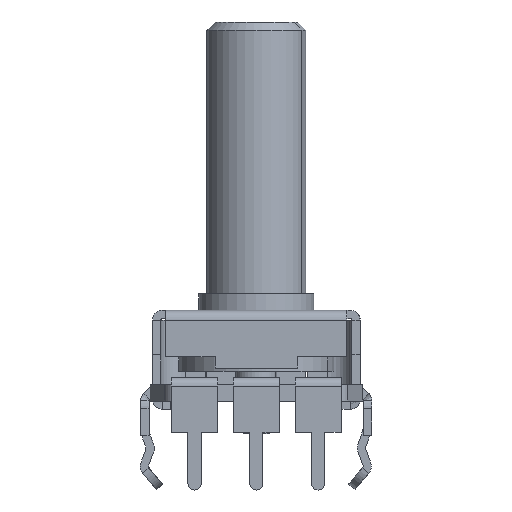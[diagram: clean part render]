
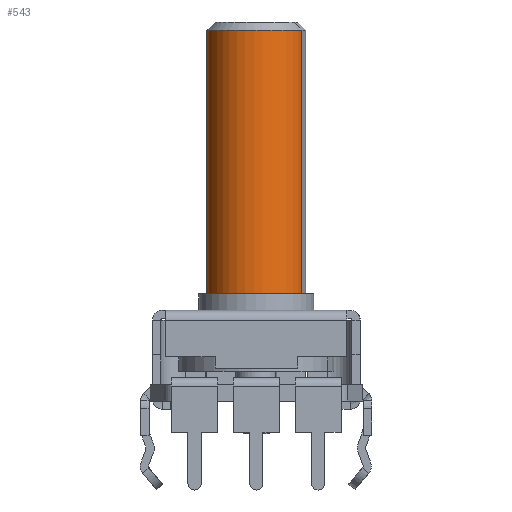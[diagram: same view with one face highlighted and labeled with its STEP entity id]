
A CAD part, front view. The second image highlights one B-rep face of the part: STEP entity #543.
In plain terms, the highlighted cylindrical face has radius 3 mm (diameter 6 mm), a partial arc.
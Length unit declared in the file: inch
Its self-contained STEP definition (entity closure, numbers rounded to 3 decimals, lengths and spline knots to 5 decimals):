
#364 = CARTESIAN_POINT ( 'NONE',  ( 0.11811, 0., -0.11811 ) ) ;
#543 = ADVANCED_FACE ( 'NONE', ( #637 ), #5862, .T. ) ;
#637 = FACE_OUTER_BOUND ( 'NONE', #7282, .T. ) ;
#1522 = AXIS2_PLACEMENT_3D ( 'NONE', #5595, #10204, #9973 ) ;
#1714 = VECTOR ( 'NONE', #7308, 39.37008 ) ;
#1822 = CARTESIAN_POINT ( 'NONE',  ( 0.11811, 0., -0.11811 ) ) ;
#2681 = CARTESIAN_POINT ( 'NONE',  ( 0.11811, 0., 0.11811 ) ) ;
#3275 = ORIENTED_EDGE ( 'NONE', *, *, #10518, .F. ) ;
#3645 = CARTESIAN_POINT ( 'NONE',  ( 0.81496, 0., -0.11811 ) ) ;
#3652 = AXIS2_PLACEMENT_3D ( 'NONE', #4008, #7552, #11112 ) ;
#4008 = CARTESIAN_POINT ( 'NONE',  ( 0.11811, 0., 0. ) ) ;
#4131 = VERTEX_POINT ( 'NONE', #1822 ) ;
#4410 = DIRECTION ( 'NONE',  ( 1., 0., 0. ) ) ;
#4628 = LINE ( 'NONE', #364, #1714 ) ;
#4664 = AXIS2_PLACEMENT_3D ( 'NONE', #10696, #4410, #7957 ) ;
#4752 = EDGE_CURVE ( 'NONE', #4131, #5735, #4628, .T. ) ;
#5076 = LINE ( 'NONE', #7704, #5591 ) ;
#5130 = CARTESIAN_POINT ( 'NONE',  ( 0.81496, 0., 0.11811 ) ) ;
#5591 = VECTOR ( 'NONE', #11377, 39.37008 ) ;
#5595 = CARTESIAN_POINT ( 'NONE',  ( 0.11811, 0., 0. ) ) ;
#5735 = VERTEX_POINT ( 'NONE', #3645 ) ;
#5862 = CYLINDRICAL_SURFACE ( 'NONE', #3652, 0.11811 ) ;
#6539 = CIRCLE ( 'NONE', #1522, 0.11811 ) ;
#7282 = EDGE_LOOP ( 'NONE', ( #10841, #9217, #10609, #3275 ) ) ;
#7308 = DIRECTION ( 'NONE',  ( 1., 0., 0. ) ) ;
#7552 = DIRECTION ( 'NONE',  ( 1., 0., 0. ) ) ;
#7704 = CARTESIAN_POINT ( 'NONE',  ( 0.11811, 0., 0.11811 ) ) ;
#7957 = DIRECTION ( 'NONE',  ( 0., 1., 0. ) ) ;
#8760 = CIRCLE ( 'NONE', #4664, 0.11811 ) ;
#9217 = ORIENTED_EDGE ( 'NONE', *, *, #11219, .F. ) ;
#9959 = VERTEX_POINT ( 'NONE', #5130 ) ;
#9973 = DIRECTION ( 'NONE',  ( 0., 0., -1. ) ) ;
#10111 = VERTEX_POINT ( 'NONE', #2681 ) ;
#10204 = DIRECTION ( 'NONE',  ( -1., 0., 0. ) ) ;
#10518 = EDGE_CURVE ( 'NONE', #9959, #5735, #8760, .T. ) ;
#10609 = ORIENTED_EDGE ( 'NONE', *, *, #4752, .T. ) ;
#10696 = CARTESIAN_POINT ( 'NONE',  ( 0.81496, 0., 0. ) ) ;
#10841 = ORIENTED_EDGE ( 'NONE', *, *, #11011, .F. ) ;
#11011 = EDGE_CURVE ( 'NONE', #10111, #9959, #5076, .T. ) ;
#11112 = DIRECTION ( 'NONE',  ( 0., 0., -1. ) ) ;
#11219 = EDGE_CURVE ( 'NONE', #4131, #10111, #6539, .T. ) ;
#11377 = DIRECTION ( 'NONE',  ( 1., 0., 0. ) ) ;
